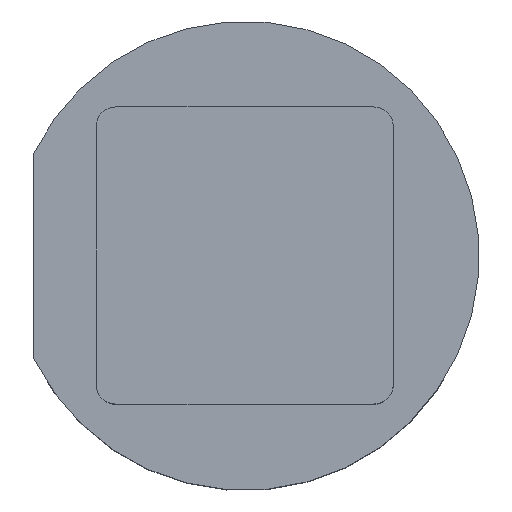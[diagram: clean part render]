
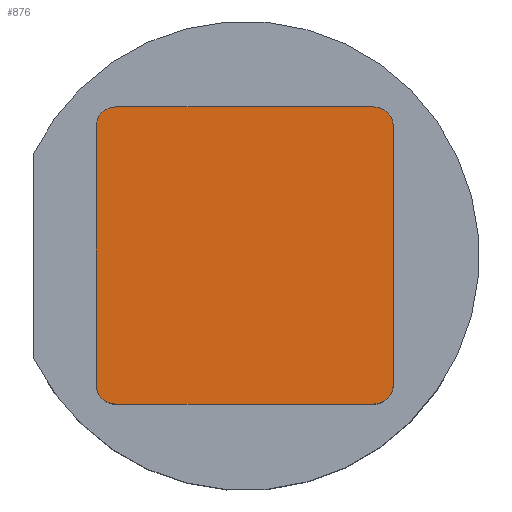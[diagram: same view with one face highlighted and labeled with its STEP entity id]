
A CAD part, top view. The second image highlights one B-rep face of the part: STEP entity #876.
In plain terms, the highlighted planar face has unit normal (0, 0, 1).
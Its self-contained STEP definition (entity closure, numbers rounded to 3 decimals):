
#1 = AXIS2_PLACEMENT_3D ( 'NONE', #736, #320, #51 ) ;
#2 = PLANE ( 'NONE',  #1229 ) ;
#10 = VERTEX_POINT ( 'NONE', #811 ) ;
#35 = CIRCLE ( 'NONE', #1052, 0.5 ) ;
#51 = DIRECTION ( 'NONE',  ( -1., 0., 0. ) ) ;
#54 = EDGE_CURVE ( 'NONE', #1509, #346, #308, .T. ) ;
#83 = CARTESIAN_POINT ( 'NONE',  ( -3.3, -3.8, 10. ) ) ;
#118 = CARTESIAN_POINT ( 'NONE',  ( -3.8, -3.8, 10. ) ) ;
#119 = EDGE_CURVE ( 'NONE', #668, #252, #1355, .T. ) ;
#124 = DIRECTION ( 'NONE',  ( 0., -1., 0. ) ) ;
#134 = EDGE_LOOP ( 'NONE', ( #1500, #1020, #650, #1226, #1705, #682, #208, #1547 ) ) ;
#174 = VERTEX_POINT ( 'NONE', #1308 ) ;
#208 = ORIENTED_EDGE ( 'NONE', *, *, #1173, .T. ) ;
#252 = VERTEX_POINT ( 'NONE', #656 ) ;
#272 = AXIS2_PLACEMENT_3D ( 'NONE', #1408, #275, #1240 ) ;
#275 = DIRECTION ( 'NONE',  ( 0., 0., 1. ) ) ;
#279 = EDGE_CURVE ( 'NONE', #10, #668, #35, .T. ) ;
#308 = CIRCLE ( 'NONE', #1, 0.5 ) ;
#320 = DIRECTION ( 'NONE',  ( 0., 0., 1. ) ) ;
#340 = CARTESIAN_POINT ( 'NONE',  ( -3.8, 3.8, 10. ) ) ;
#346 = VERTEX_POINT ( 'NONE', #83 ) ;
#350 = VECTOR ( 'NONE', #124, 1000. ) ;
#430 = EDGE_CURVE ( 'NONE', #1619, #1509, #1107, .T. ) ;
#467 = DIRECTION ( 'NONE',  ( -1., 0., 0. ) ) ;
#503 = DIRECTION ( 'NONE',  ( -1., 0., 0. ) ) ;
#553 = CARTESIAN_POINT ( 'NONE',  ( -3.8, 3.3, 10. ) ) ;
#607 = DIRECTION ( 'NONE',  ( -1., 0., 0. ) ) ;
#621 = DIRECTION ( 'NONE',  ( -1., 0., 0. ) ) ;
#646 = DIRECTION ( 'NONE',  ( 0., 0., 1. ) ) ;
#650 = ORIENTED_EDGE ( 'NONE', *, *, #1528, .T. ) ;
#656 = CARTESIAN_POINT ( 'NONE',  ( 3.8, 3.3, 10. ) ) ;
#668 = VERTEX_POINT ( 'NONE', #1435 ) ;
#682 = ORIENTED_EDGE ( 'NONE', *, *, #1239, .T. ) ;
#701 = LINE ( 'NONE', #118, #958 ) ;
#736 = CARTESIAN_POINT ( 'NONE',  ( -3.3, -3.3, 10. ) ) ;
#799 = EDGE_CURVE ( 'NONE', #963, #1619, #1345, .T. ) ;
#811 = CARTESIAN_POINT ( 'NONE',  ( 3.3, -3.8, 10. ) ) ;
#844 = LINE ( 'NONE', #340, #1028 ) ;
#874 = CARTESIAN_POINT ( 'NONE',  ( 3.8, -3.8, 10. ) ) ;
#876 = ADVANCED_FACE ( 'NONE', ( #1304 ), #2, .F. ) ;
#958 = VECTOR ( 'NONE', #1378, 1000. ) ;
#963 = VERTEX_POINT ( 'NONE', #1591 ) ;
#1020 = ORIENTED_EDGE ( 'NONE', *, *, #54, .T. ) ;
#1028 = VECTOR ( 'NONE', #467, 1000. ) ;
#1037 = CARTESIAN_POINT ( 'NONE',  ( 3.3, 3.3, 10. ) ) ;
#1039 = DIRECTION ( 'NONE',  ( 0., 0., 1. ) ) ;
#1052 = AXIS2_PLACEMENT_3D ( 'NONE', #1572, #1039, #621 ) ;
#1107 = LINE ( 'NONE', #1526, #350 ) ;
#1153 = DIRECTION ( 'NONE',  ( 0., 1., 0. ) ) ;
#1173 = EDGE_CURVE ( 'NONE', #174, #963, #844, .T. ) ;
#1226 = ORIENTED_EDGE ( 'NONE', *, *, #279, .T. ) ;
#1229 = AXIS2_PLACEMENT_3D ( 'NONE', #1441, #1714, #607 ) ;
#1239 = EDGE_CURVE ( 'NONE', #252, #174, #1728, .T. ) ;
#1240 = DIRECTION ( 'NONE',  ( -1., 0., 0. ) ) ;
#1304 = FACE_OUTER_BOUND ( 'NONE', #134, .T. ) ;
#1308 = CARTESIAN_POINT ( 'NONE',  ( 3.3, 3.8, 10. ) ) ;
#1345 = CIRCLE ( 'NONE', #272, 0.5 ) ;
#1355 = LINE ( 'NONE', #874, #1822 ) ;
#1378 = DIRECTION ( 'NONE',  ( 1., 0., 0. ) ) ;
#1408 = CARTESIAN_POINT ( 'NONE',  ( -3.3, 3.3, 10. ) ) ;
#1416 = AXIS2_PLACEMENT_3D ( 'NONE', #1037, #646, #503 ) ;
#1435 = CARTESIAN_POINT ( 'NONE',  ( 3.8, -3.3, 10. ) ) ;
#1441 = CARTESIAN_POINT ( 'NONE',  ( 0., 0., 10. ) ) ;
#1497 = CARTESIAN_POINT ( 'NONE',  ( -3.8, -3.3, 10. ) ) ;
#1500 = ORIENTED_EDGE ( 'NONE', *, *, #430, .T. ) ;
#1509 = VERTEX_POINT ( 'NONE', #1497 ) ;
#1526 = CARTESIAN_POINT ( 'NONE',  ( -3.8, -3.8, 10. ) ) ;
#1528 = EDGE_CURVE ( 'NONE', #346, #10, #701, .T. ) ;
#1547 = ORIENTED_EDGE ( 'NONE', *, *, #799, .T. ) ;
#1572 = CARTESIAN_POINT ( 'NONE',  ( 3.3, -3.3, 10. ) ) ;
#1591 = CARTESIAN_POINT ( 'NONE',  ( -3.3, 3.8, 10. ) ) ;
#1619 = VERTEX_POINT ( 'NONE', #553 ) ;
#1705 = ORIENTED_EDGE ( 'NONE', *, *, #119, .T. ) ;
#1714 = DIRECTION ( 'NONE',  ( 0., 0., -1. ) ) ;
#1728 = CIRCLE ( 'NONE', #1416, 0.5 ) ;
#1822 = VECTOR ( 'NONE', #1153, 1000. ) ;
